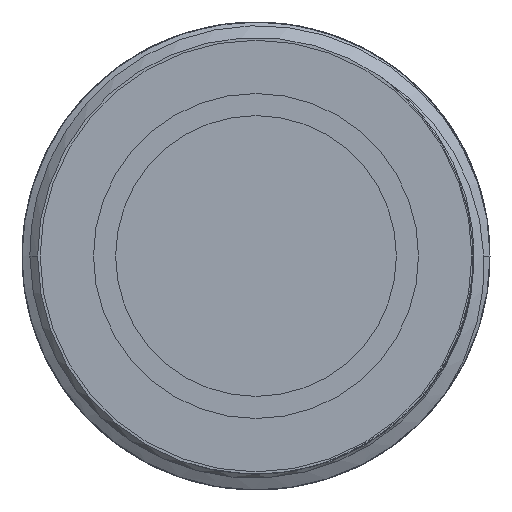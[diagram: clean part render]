
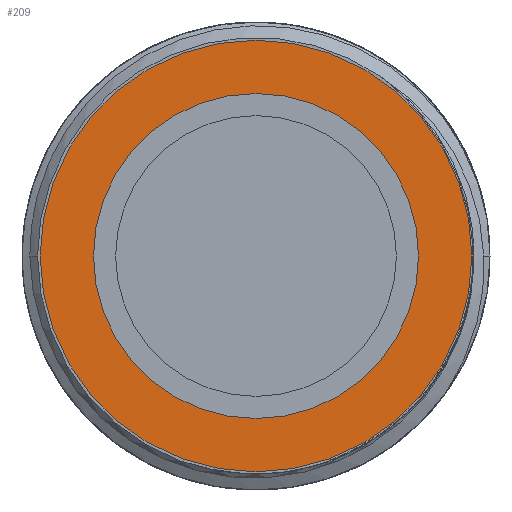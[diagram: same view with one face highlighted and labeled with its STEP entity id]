
A CAD part, front view. The second image highlights one B-rep face of the part: STEP entity #209.
In plain terms, the highlighted planar face has unit normal (0, -1, 0).
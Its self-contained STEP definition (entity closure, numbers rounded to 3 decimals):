
#209=ADVANCED_FACE('',(#617,#618),#619,.T.);
#617=FACE_OUTER_BOUND('',#10961,.T.);
#618=FACE_BOUND('',#10962,.T.);
#619=PLANE('',#10963);
#10961=EDGE_LOOP('',(#13535,#13536));
#10962=EDGE_LOOP('',(#13537,#13538));
#10963=AXIS2_PLACEMENT_3D('',#13539,#13540,#13541);
#13535=ORIENTED_EDGE('',*,*,#14573,.T.);
#13536=ORIENTED_EDGE('',*,*,#14571,.T.);
#13537=ORIENTED_EDGE('',*,*,#14574,.F.);
#13538=ORIENTED_EDGE('',*,*,#14575,.F.);
#13539=CARTESIAN_POINT('',(0.0,-1.05,0.0));
#13540=DIRECTION('',(0.0,-1.0,0.0));
#13541=DIRECTION('',(0.0,0.0,-1.0));
#14571=EDGE_CURVE('',#15502,#15500,#15503,.T.);
#14573=EDGE_CURVE('',#15500,#15502,#15505,.T.);
#14574=EDGE_CURVE('',#15506,#15507,#15508,.T.);
#14575=EDGE_CURVE('',#15507,#15506,#15509,.T.);
#15500=VERTEX_POINT('',#24280);
#15502=VERTEX_POINT('',#24283);
#15503=CIRCLE('',#24284,8.3);
#15505=CIRCLE('',#24287,8.3);
#15506=VERTEX_POINT('',#24288);
#15507=VERTEX_POINT('',#24289);
#15508=CIRCLE('',#24290,6.25);
#15509=CIRCLE('',#24291,6.25);
#24280=CARTESIAN_POINT('',(-8.3,-1.05,0.0));
#24283=CARTESIAN_POINT('',(8.3,-1.05,0.0));
#24284=AXIS2_PLACEMENT_3D('',#25910,#25911,#25912);
#24287=AXIS2_PLACEMENT_3D('',#25914,#25915,#25916);
#24288=CARTESIAN_POINT('',(-6.25,-1.05,0.0));
#24289=CARTESIAN_POINT('',(6.25,-1.05,0.0));
#24290=AXIS2_PLACEMENT_3D('',#25917,#25918,#25919);
#24291=AXIS2_PLACEMENT_3D('',#25920,#25921,#25922);
#25910=CARTESIAN_POINT('',(0.0,-1.05,0.0));
#25911=DIRECTION('',(0.0,-1.0,0.0));
#25912=DIRECTION('',(1.0,0.0,0.0));
#25914=CARTESIAN_POINT('',(0.0,-1.05,0.0));
#25915=DIRECTION('',(0.0,-1.0,0.0));
#25916=DIRECTION('',(-1.0,0.0,0.0));
#25917=CARTESIAN_POINT('',(0.0,-1.05,0.0));
#25918=DIRECTION('',(0.0,-1.0,0.0));
#25919=DIRECTION('',(-1.0,0.0,0.0));
#25920=CARTESIAN_POINT('',(0.0,-1.05,0.0));
#25921=DIRECTION('',(0.0,-1.0,0.0));
#25922=DIRECTION('',(1.0,0.0,0.0));
